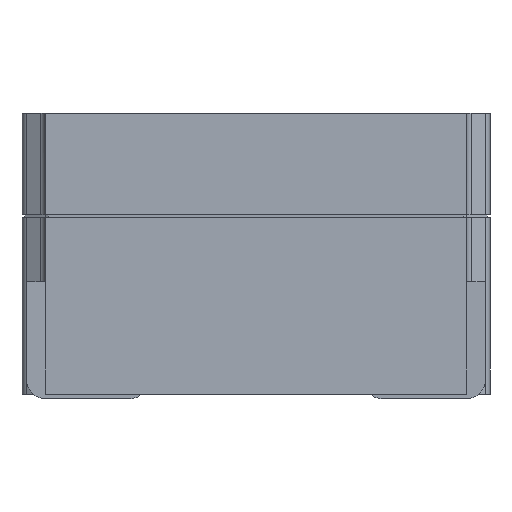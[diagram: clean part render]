
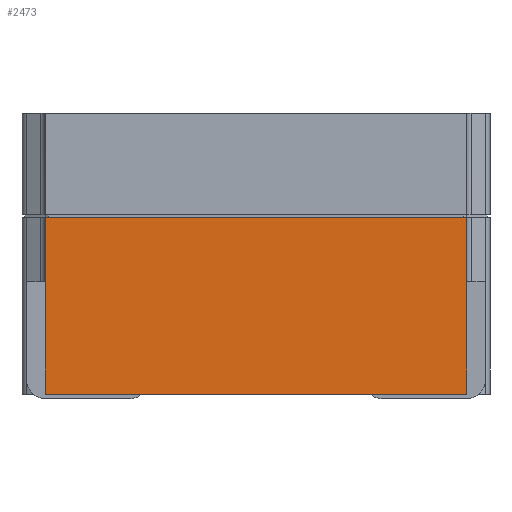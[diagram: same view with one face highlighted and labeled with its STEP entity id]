
A CAD part, front view. The second image highlights one B-rep face of the part: STEP entity #2473.
In plain terms, the highlighted planar face has unit normal (0, -1, 0).
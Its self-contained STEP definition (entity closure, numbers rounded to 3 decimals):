
#147 = AXIS2_PLACEMENT_3D ( 'NONE', #707, #692, #687 ) ;
#403 = ORIENTED_EDGE ( 'NONE', *, *, #1149, .F. ) ;
#412 = ORIENTED_EDGE ( 'NONE', *, *, #1201, .F. ) ;
#423 = ORIENTED_EDGE ( 'NONE', *, *, #1210, .F. ) ;
#427 = ORIENTED_EDGE ( 'NONE', *, *, #1162, .F. ) ;
#687 = DIRECTION ( 'NONE',  ( 0., 0., 1. ) ) ;
#692 = DIRECTION ( 'NONE',  ( 0., 1., 0. ) ) ;
#704 = PLANE ( 'NONE',  #147 ) ;
#707 = CARTESIAN_POINT ( 'NONE',  ( 0., -2.5, 0.443 ) ) ;
#1043 = FACE_OUTER_BOUND ( 'NONE', #1469, .T. ) ;
#1149 = EDGE_CURVE ( 'NONE', #2637, #2623, #2139, .T. ) ;
#1162 = EDGE_CURVE ( 'NONE', #2623, #2659, #2125, .T. ) ;
#1201 = EDGE_CURVE ( 'NONE', #2678, #2637, #2182, .T. ) ;
#1210 = EDGE_CURVE ( 'NONE', #2659, #2678, #1989, .T. ) ;
#1469 = EDGE_LOOP ( 'NONE', ( #427, #403, #412, #423 ) ) ;
#1758 = CARTESIAN_POINT ( 'NONE',  ( -0.188, -2.5, 1.885 ) ) ;
#1810 = DIRECTION ( 'NONE',  ( 1., 0., 0. ) ) ;
#1813 = DIRECTION ( 'NONE',  ( 0., 0., 1. ) ) ;
#1816 = CARTESIAN_POINT ( 'NONE',  ( -2.25, -2.5, 0.443 ) ) ;
#1989 = LINE ( 'NONE', #1816, #2007 ) ;
#2007 = VECTOR ( 'NONE', #1813, 1000. ) ;
#2115 = VECTOR ( 'NONE', #2960, 1000. ) ;
#2125 = LINE ( 'NONE', #2964, #2156 ) ;
#2139 = LINE ( 'NONE', #2935, #2115 ) ;
#2156 = VECTOR ( 'NONE', #2985, 1000. ) ;
#2182 = LINE ( 'NONE', #1758, #2236 ) ;
#2236 = VECTOR ( 'NONE', #1810, 1000. ) ;
#2371 = CARTESIAN_POINT ( 'NONE',  ( 2.25, -2.5, 1.885 ) ) ;
#2403 = CARTESIAN_POINT ( 'NONE',  ( 2.25, -2.5, 0. ) ) ;
#2418 = CARTESIAN_POINT ( 'NONE',  ( -2.25, -2.5, 0. ) ) ;
#2440 = CARTESIAN_POINT ( 'NONE',  ( -2.25, -2.5, 1.885 ) ) ;
#2473 = ADVANCED_FACE ( 'NONE', ( #1043 ), #704, .F. ) ;
#2623 = VERTEX_POINT ( 'NONE', #2403 ) ;
#2637 = VERTEX_POINT ( 'NONE', #2371 ) ;
#2659 = VERTEX_POINT ( 'NONE', #2418 ) ;
#2678 = VERTEX_POINT ( 'NONE', #2440 ) ;
#2935 = CARTESIAN_POINT ( 'NONE',  ( 2.25, -2.5, 0.443 ) ) ;
#2960 = DIRECTION ( 'NONE',  ( 0., 0., -1. ) ) ;
#2964 = CARTESIAN_POINT ( 'NONE',  ( 0., -2.5, 0. ) ) ;
#2985 = DIRECTION ( 'NONE',  ( -1., 0., 0. ) ) ;
